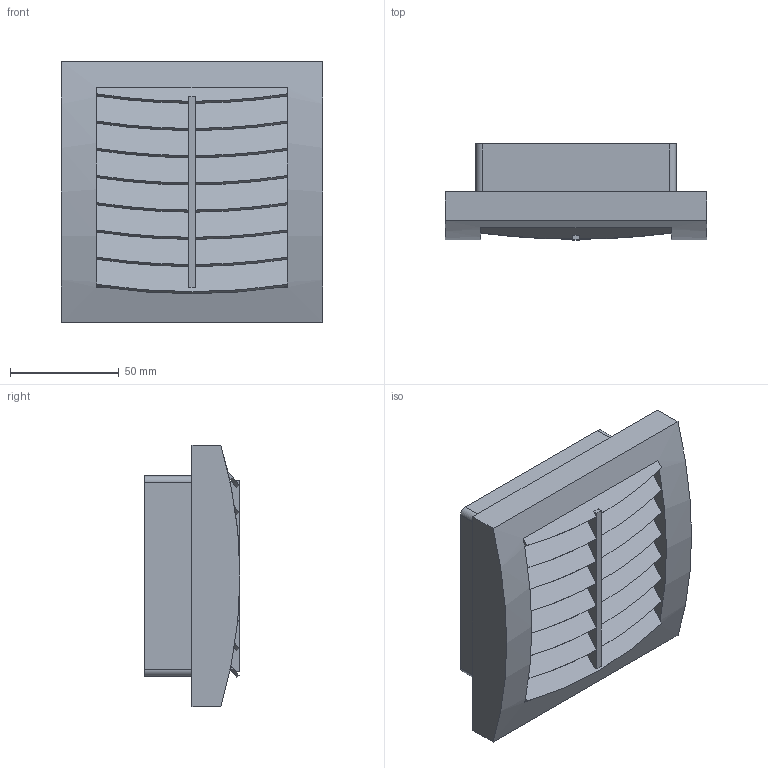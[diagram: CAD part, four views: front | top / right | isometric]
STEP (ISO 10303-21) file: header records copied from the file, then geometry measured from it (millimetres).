
FILE_DESCRIPTION (( 'STEP AP214' ), '1' );
FILE_NAME ('118800-30.STEP', '2019-08-05T12:54:41', ( '' ), ( '' ), 'SwSTEP 2.0', 'SolidWorks 2018', '' );
FILE_SCHEMA (( 'AUTOMOTIVE_DESIGN' ));
Length unit declared in the file: inch
Products named in the file (1): 118800-30
Bounding box: 120 x 44 x 120 mm (x, y, z)
Volume: 218892.8 mm3; surface area: 95533.8 mm2
Topology: 1 solids, 1 shells, 319 faces, 958 edges, 636 vertices
Faces by surface type: plane 173, cylinder 146
Entity records: 11152 total; most frequent: CARTESIAN_POINT 1920, ORIENTED_EDGE 1916, DIRECTION 1896, EDGE_CURVE 958, LINE 656, VECTOR 656, VERTEX_POINT 636, AXIS2_PLACEMENT_3D 620
